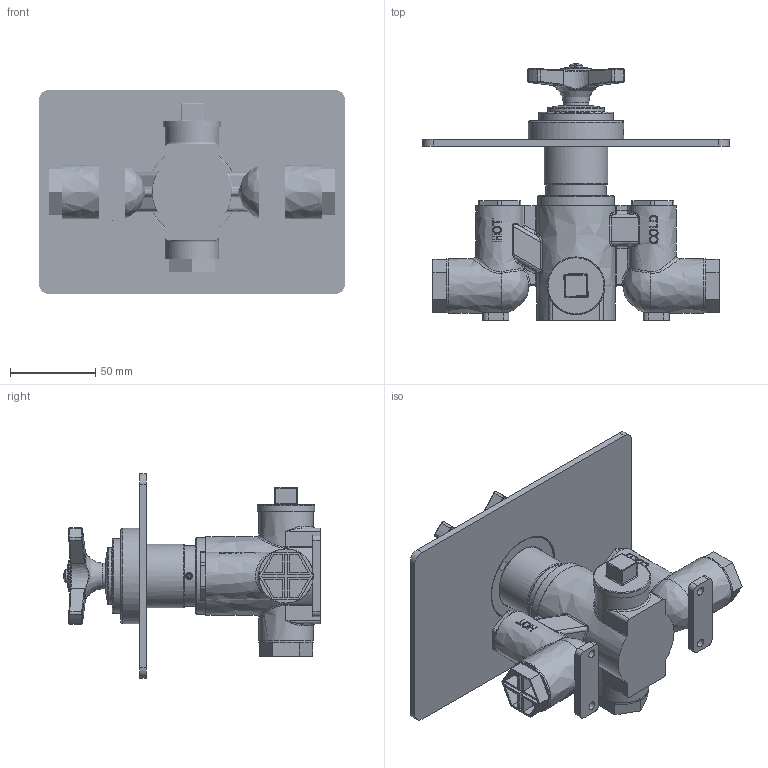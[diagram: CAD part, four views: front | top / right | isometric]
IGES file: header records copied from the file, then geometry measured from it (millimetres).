
Global section: file name: V700-TXF; native system: Autodesk Inventor 2018; preprocessor: unknown; author: adaniels; date: 20171002.154302; units: millimetre
Bounding box: 180 x 150.93 x 120 mm (x, y, z)
Volume: 435105.2 mm3; surface area: 214380.4 mm2
Topology: 43 solids, 47 shells, 2173 faces, 5841 edges, 3894 vertices
Faces by surface type: bspline 2173
